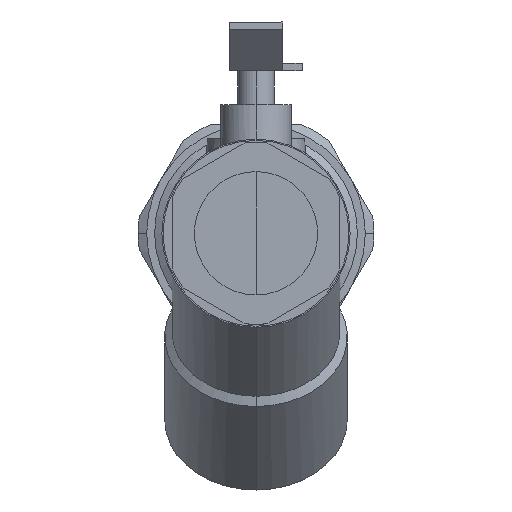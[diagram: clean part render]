
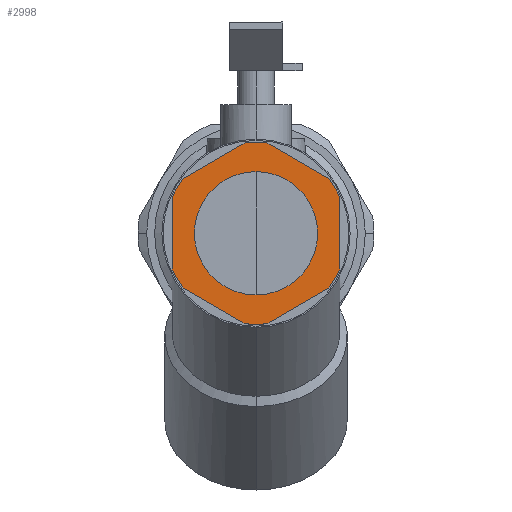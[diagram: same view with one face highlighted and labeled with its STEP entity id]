
A CAD part, left-side view. The second image highlights one B-rep face of the part: STEP entity #2998.
In plain terms, the highlighted planar face has unit normal (-1, 0, 0).
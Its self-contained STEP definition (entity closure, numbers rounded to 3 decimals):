
#192=FACE_BOUND($,#487,.T.);
#299=FACE_OUTER_BOUND($,#486,.T.);
#486=EDGE_LOOP($,(#2046,#2047,#2048,#2049,#2050,#2051,#2052,#2053,#2054,
#2055,#2056,#2057));
#487=EDGE_LOOP($,(#2058,#2059));
#660=CIRCLE($,#3189,25.4);
#662=CIRCLE($,#3192,25.4);
#663=CIRCLE($,#3197,37.5);
#666=CIRCLE($,#3202,37.5);
#668=CIRCLE($,#3206,37.5);
#670=CIRCLE($,#3210,37.5);
#673=CIRCLE($,#3215,37.5);
#675=CIRCLE($,#3219,37.5);
#793=LINE($,#4464,#1006);
#798=LINE($,#4480,#1011);
#802=LINE($,#4492,#1015);
#806=LINE($,#4504,#1019);
#810=LINE($,#4518,#1023);
#814=LINE($,#4530,#1027);
#1006=VECTOR($,#3571,29.394);
#1011=VECTOR($,#3586,29.394);
#1015=VECTOR($,#3598,29.394);
#1019=VECTOR($,#3610,29.394);
#1023=VECTOR($,#3624,29.394);
#1027=VECTOR($,#3636,29.394);
#1217=VERTEX_POINT($,#4448);
#1218=VERTEX_POINT($,#4450);
#1220=VERTEX_POINT($,#4462);
#1221=VERTEX_POINT($,#4463);
#1224=VERTEX_POINT($,#4471);
#1227=VERTEX_POINT($,#4479);
#1229=VERTEX_POINT($,#4485);
#1231=VERTEX_POINT($,#4491);
#1233=VERTEX_POINT($,#4497);
#1235=VERTEX_POINT($,#4503);
#1237=VERTEX_POINT($,#4509);
#1240=VERTEX_POINT($,#4517);
#1242=VERTEX_POINT($,#4523);
#1244=VERTEX_POINT($,#4529);
#1511=EDGE_CURVE($,#1218,#1217,#660,.T.);
#1514=EDGE_CURVE($,#1217,#1218,#662,.T.);
#1517=EDGE_CURVE($,#1220,#1221,#793,.T.);
#1521=EDGE_CURVE($,#1221,#1224,#663,.T.);
#1525=EDGE_CURVE($,#1224,#1227,#798,.T.);
#1528=EDGE_CURVE($,#1227,#1229,#666,.T.);
#1531=EDGE_CURVE($,#1229,#1231,#802,.T.);
#1534=EDGE_CURVE($,#1231,#1233,#668,.T.);
#1537=EDGE_CURVE($,#1233,#1235,#806,.T.);
#1540=EDGE_CURVE($,#1235,#1237,#670,.T.);
#1544=EDGE_CURVE($,#1237,#1240,#810,.T.);
#1547=EDGE_CURVE($,#1240,#1242,#673,.T.);
#1550=EDGE_CURVE($,#1242,#1244,#814,.T.);
#1553=EDGE_CURVE($,#1244,#1220,#675,.T.);
#2046=ORIENTED_EDGE($,*,*,#1517,.T.);
#2047=ORIENTED_EDGE($,*,*,#1521,.T.);
#2048=ORIENTED_EDGE($,*,*,#1525,.T.);
#2049=ORIENTED_EDGE($,*,*,#1528,.T.);
#2050=ORIENTED_EDGE($,*,*,#1531,.T.);
#2051=ORIENTED_EDGE($,*,*,#1534,.T.);
#2052=ORIENTED_EDGE($,*,*,#1537,.T.);
#2053=ORIENTED_EDGE($,*,*,#1540,.T.);
#2054=ORIENTED_EDGE($,*,*,#1544,.T.);
#2055=ORIENTED_EDGE($,*,*,#1547,.T.);
#2056=ORIENTED_EDGE($,*,*,#1550,.T.);
#2057=ORIENTED_EDGE($,*,*,#1553,.T.);
#2058=ORIENTED_EDGE($,*,*,#1514,.T.);
#2059=ORIENTED_EDGE($,*,*,#1511,.T.);
#2900=PLANE($,#3221);
#2998=ADVANCED_FACE($,(#299,#192),#2900,.T.);
#3189=AXIS2_PLACEMENT_3D($,#4451,#3554,#3555);
#3192=AXIS2_PLACEMENT_3D($,#4455,#3561,#3562);
#3197=AXIS2_PLACEMENT_3D($,#4472,#3577,#3578);
#3202=AXIS2_PLACEMENT_3D($,#4486,#3591,#3592);
#3206=AXIS2_PLACEMENT_3D($,#4498,#3603,#3604);
#3210=AXIS2_PLACEMENT_3D($,#4510,#3615,#3616);
#3215=AXIS2_PLACEMENT_3D($,#4524,#3629,#3630);
#3219=AXIS2_PLACEMENT_3D($,#4535,#3641,#3642);
#3221=AXIS2_PLACEMENT_3D($,#4537,#3645,#3646);
#3554=DIRECTION('center_axis',(1.,0.,0.));
#3555=DIRECTION('ref_axis',(0.,0.,1.));
#3561=DIRECTION('center_axis',(1.,0.,0.));
#3562=DIRECTION('ref_axis',(0.,0.,1.));
#3571=DIRECTION($,(0.,0.866,0.5));
#3577=DIRECTION('center_axis',(-1.,0.,0.));
#3578=DIRECTION('ref_axis',(0.,-1.,0.));
#3586=DIRECTION($,(0.,0.866,-0.5));
#3591=DIRECTION('center_axis',(-1.,0.,0.));
#3592=DIRECTION('ref_axis',(0.,-1.,0.));
#3598=DIRECTION($,(0.,0.,-1.));
#3603=DIRECTION('center_axis',(-1.,0.,0.));
#3604=DIRECTION('ref_axis',(0.,-1.,0.));
#3610=DIRECTION($,(0.,-0.866,-0.5));
#3615=DIRECTION('center_axis',(-1.,0.,0.));
#3616=DIRECTION('ref_axis',(0.,-1.,0.));
#3624=DIRECTION($,(0.,-0.866,0.5));
#3629=DIRECTION('center_axis',(-1.,0.,0.));
#3630=DIRECTION('ref_axis',(0.,-1.,0.));
#3636=DIRECTION($,(0.,0.,1.));
#3641=DIRECTION('center_axis',(-1.,0.,0.));
#3642=DIRECTION('ref_axis',(0.,-1.,0.));
#3645=DIRECTION('center_axis',(-1.,0.,0.));
#3646=DIRECTION('ref_axis',(0.,0.,1.));
#4448=CARTESIAN_POINT('',(-95.854,0.,-25.4));
#4450=CARTESIAN_POINT('',(-95.854,0.,25.4));
#4451=CARTESIAN_POINT('Origin',(-95.854,0.,
0.));
#4455=CARTESIAN_POINT('Origin',(-95.854,0.,
0.));
#4462=CARTESIAN_POINT('',(-95.854,-29.978,22.529));
#4463=CARTESIAN_POINT('',(-95.854,-4.522,37.226));
#4464=CARTESIAN_POINT($,(-95.854,-29.978,22.529));
#4471=CARTESIAN_POINT('',(-95.854,4.522,37.226));
#4472=CARTESIAN_POINT('Origin',(-95.854,0.,0.));
#4479=CARTESIAN_POINT('',(-95.854,29.978,22.529));
#4480=CARTESIAN_POINT($,(-95.854,4.522,37.226));
#4485=CARTESIAN_POINT('',(-95.854,34.5,14.697));
#4486=CARTESIAN_POINT('Origin',(-95.854,0.,0.));
#4491=CARTESIAN_POINT('',(-95.854,34.5,-14.697));
#4492=CARTESIAN_POINT($,(-95.854,34.5,14.697));
#4497=CARTESIAN_POINT('',(-95.854,29.978,-22.529));
#4498=CARTESIAN_POINT('Origin',(-95.854,0.,0.));
#4503=CARTESIAN_POINT('',(-95.854,4.522,-37.226));
#4504=CARTESIAN_POINT($,(-95.854,29.978,-22.529));
#4509=CARTESIAN_POINT('',(-95.854,-4.522,-37.226));
#4510=CARTESIAN_POINT('Origin',(-95.854,0.,0.));
#4517=CARTESIAN_POINT('',(-95.854,-29.978,-22.529));
#4518=CARTESIAN_POINT($,(-95.854,-4.522,-37.226));
#4523=CARTESIAN_POINT('',(-95.854,-34.5,-14.697));
#4524=CARTESIAN_POINT('Origin',(-95.854,0.,0.));
#4529=CARTESIAN_POINT('',(-95.854,-34.5,14.697));
#4530=CARTESIAN_POINT($,(-95.854,-34.5,-14.697));
#4535=CARTESIAN_POINT('Origin',(-95.854,0.,0.));
#4537=CARTESIAN_POINT('Origin',(-95.854,-37.5,0.));
